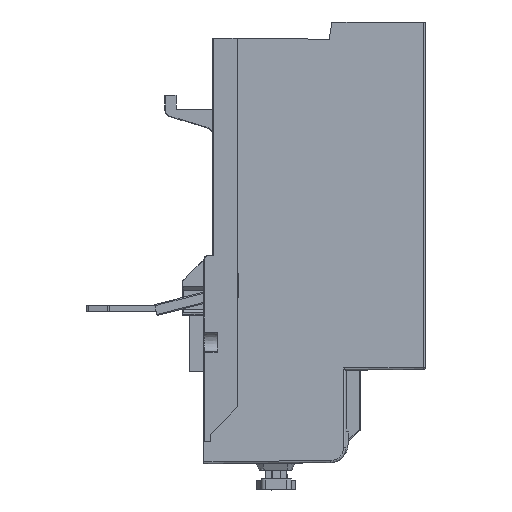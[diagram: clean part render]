
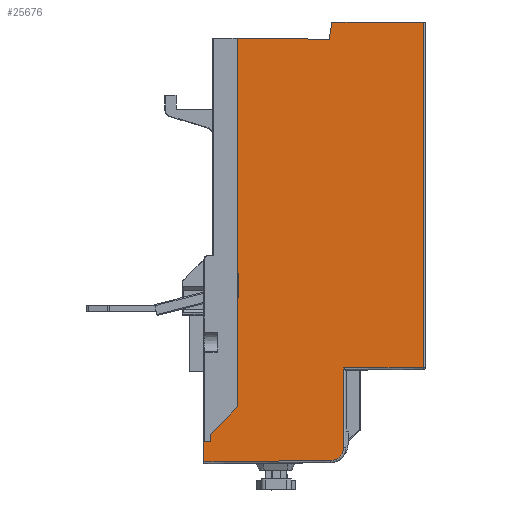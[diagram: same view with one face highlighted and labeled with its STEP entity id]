
A CAD part, left-side view. The second image highlights one B-rep face of the part: STEP entity #25676.
In plain terms, the highlighted planar face has unit normal (-1, -0.011, 0).
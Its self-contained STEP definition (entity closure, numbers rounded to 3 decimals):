
#394=CARTESIAN_POINT('',(0.085,42.636,-57.598));
#395=VERTEX_POINT('',#394);
#402=CARTESIAN_POINT('',(0.085,42.636,-4.598));
#403=VERTEX_POINT('',#402);
#404=CARTESIAN_POINT('',(0.085,42.636,-4.598));
#405=DIRECTION('',(0.0,0.0,-1.0));
#406=VECTOR('',#405,53.);
#407=LINE('',#404,#406);
#408=EDGE_CURVE('',#403,#395,#407,.T.);
#949=CARTESIAN_POINT('',(0.085,42.636,-87.798));
#950=VERTEX_POINT('',#949);
#957=CARTESIAN_POINT('',(0.085,42.636,-63.098));
#958=VERTEX_POINT('',#957);
#959=CARTESIAN_POINT('',(0.085,42.636,-63.098));
#960=DIRECTION('',(0.0,0.0,-1.0));
#961=VECTOR('',#960,24.7);
#962=LINE('',#959,#961);
#963=EDGE_CURVE('',#958,#950,#962,.T.);
#1270=CARTESIAN_POINT('',(0.09,42.236,-63.098));
#1271=VERTEX_POINT('',#1270);
#1272=CARTESIAN_POINT('',(0.09,42.236,-63.098));
#1273=DIRECTION('',(-0.011,1.,0.0));
#1274=VECTOR('',#1273,0.4);
#1275=LINE('',#1272,#1274);
#1276=EDGE_CURVE('',#1271,#958,#1275,.T.);
#1762=CARTESIAN_POINT('',(0.328,21.236,-0.898));
#1763=VERTEX_POINT('',#1762);
#1770=CARTESIAN_POINT('',(0.562,0.63,-0.898));
#1771=VERTEX_POINT('',#1770);
#1772=CARTESIAN_POINT('',(0.328,21.236,-0.898));
#1773=DIRECTION('',(0.011,-1.,0.0));
#1774=VECTOR('',#1773,20.607);
#1775=LINE('',#1772,#1774);
#1776=EDGE_CURVE('',#1763,#1771,#1775,.T.);
#25512=CARTESIAN_POINT('',(0.017,48.636,-93.998));
#25513=VERTEX_POINT('',#25512);
#25520=CARTESIAN_POINT('',(0.085,42.636,-87.798));
#25521=DIRECTION('',(-0.008,0.695,-0.719));
#25522=VECTOR('',#25521,8.628);
#25523=LINE('',#25520,#25522);
#25524=EDGE_CURVE('',#950,#25513,#25523,.T.);
#25529=CARTESIAN_POINT('',(0.085,42.636,0.888));
#25530=DIRECTION('',(1.,0.011,0.0));
#25531=DIRECTION('',(0.0,0.0,-1.0));
#25532=AXIS2_PLACEMENT_3D('',#25529,#25530,#25531);
#25533=PLANE('',#25532);
#25534=CARTESIAN_POINT('',(0.321,21.836,-4.298));
#25535=VERTEX_POINT('',#25534);
#25536=CARTESIAN_POINT('',(0.328,21.236,-0.898));
#25537=DIRECTION('',(-0.002,0.174,-0.985));
#25538=VECTOR('',#25537,3.453);
#25539=LINE('',#25536,#25538);
#25540=EDGE_CURVE('',#1763,#25535,#25539,.T.);
#25541=ORIENTED_EDGE('',*,*,#25540,.T.);
#25542=CARTESIAN_POINT('',(0.321,21.836,-4.78));
#25543=VERTEX_POINT('',#25542);
#25544=CARTESIAN_POINT('',(0.321,21.836,-4.298));
#25545=DIRECTION('',(0.0,0.0,-1.0));
#25546=VECTOR('',#25545,0.482);
#25547=LINE('',#25544,#25546);
#25548=EDGE_CURVE('',#25535,#25543,#25547,.T.);
#25549=ORIENTED_EDGE('',*,*,#25548,.T.);
#25550=CARTESIAN_POINT('',(0.321,21.836,-4.78));
#25551=DIRECTION('',(-0.011,1.,0.009));
#25552=VECTOR('',#25551,20.802);
#25553=LINE('',#25550,#25552);
#25554=EDGE_CURVE('',#25543,#403,#25553,.T.);
#25555=ORIENTED_EDGE('',*,*,#25554,.T.);
#25556=ORIENTED_EDGE('',*,*,#408,.T.);
#25557=CARTESIAN_POINT('',(0.09,42.236,-57.598));
#25558=VERTEX_POINT('',#25557);
#25559=CARTESIAN_POINT('',(0.09,42.236,-57.598));
#25560=DIRECTION('',(-0.011,1.,0.0));
#25561=VECTOR('',#25560,0.4);
#25562=LINE('',#25559,#25561);
#25563=EDGE_CURVE('',#25558,#395,#25562,.T.);
#25564=ORIENTED_EDGE('',*,*,#25563,.F.);
#25565=CARTESIAN_POINT('',(0.09,42.236,-57.598));
#25566=DIRECTION('',(0.0,0.0,-1.0));
#25567=VECTOR('',#25566,5.5);
#25568=LINE('',#25565,#25567);
#25569=EDGE_CURVE('',#25558,#1271,#25568,.T.);
#25570=ORIENTED_EDGE('',*,*,#25569,.T.);
#25571=ORIENTED_EDGE('',*,*,#1276,.T.);
#25572=ORIENTED_EDGE('',*,*,#963,.T.);
#25573=ORIENTED_EDGE('',*,*,#25524,.T.);
#25574=CARTESIAN_POINT('',(0.017,48.636,-95.614));
#25575=VERTEX_POINT('',#25574);
#25576=CARTESIAN_POINT('',(0.017,48.636,-93.998));
#25577=DIRECTION('',(0.0,0.0,-1.0));
#25578=VECTOR('',#25577,1.615);
#25579=LINE('',#25576,#25578);
#25580=EDGE_CURVE('',#25513,#25575,#25579,.T.);
#25581=ORIENTED_EDGE('',*,*,#25580,.T.);
#25582=CARTESIAN_POINT('',(0.,50.136,-95.614));
#25583=VERTEX_POINT('',#25582);
#25584=CARTESIAN_POINT('',(0.017,48.636,-95.614));
#25585=DIRECTION('',(-0.011,1.,0.0));
#25586=VECTOR('',#25585,1.5);
#25587=LINE('',#25584,#25586);
#25588=EDGE_CURVE('',#25575,#25583,#25587,.T.);
#25589=ORIENTED_EDGE('',*,*,#25588,.T.);
#25590=CARTESIAN_POINT('',(0.,50.136,-100.164));
#25591=VERTEX_POINT('',#25590);
#25592=CARTESIAN_POINT('',(0.,50.136,-95.614));
#25593=DIRECTION('',(0.0,0.0,-1.0));
#25594=VECTOR('',#25593,4.55);
#25595=LINE('',#25592,#25594);
#25596=EDGE_CURVE('',#25583,#25591,#25595,.T.);
#25597=ORIENTED_EDGE('',*,*,#25596,.T.);
#25598=CARTESIAN_POINT('',(0.324,21.554,-99.914));
#25599=VERTEX_POINT('',#25598);
#25600=CARTESIAN_POINT('',(0.324,21.554,-99.914));
#25601=DIRECTION('',(-0.011,1.,-0.009));
#25602=VECTOR('',#25601,28.585);
#25603=LINE('',#25600,#25602);
#25604=EDGE_CURVE('',#25599,#25591,#25603,.T.);
#25605=ORIENTED_EDGE('',*,*,#25604,.F.);
#25606=CARTESIAN_POINT('',(0.358,18.58,-96.914));
#25607=VERTEX_POINT('',#25606);
#25608=CARTESIAN_POINT('',(0.358,18.58,-96.914));
#25609=CARTESIAN_POINT('',(0.358,18.58,-97.099));
#25610=CARTESIAN_POINT('',(0.358,18.597,-97.28));
#25611=CARTESIAN_POINT('',(0.358,18.63,-97.458));
#25612=CARTESIAN_POINT('',(0.357,18.637,-97.498));
#25613=CARTESIAN_POINT('',(0.357,18.645,-97.537));
#25614=CARTESIAN_POINT('',(0.357,18.654,-97.577));
#25615=CARTESIAN_POINT('',(0.357,18.698,-97.769));
#25616=CARTESIAN_POINT('',(0.356,18.761,-97.958));
#25617=CARTESIAN_POINT('',(0.355,18.842,-98.14));
#25618=CARTESIAN_POINT('',(0.355,18.852,-98.163));
#25619=CARTESIAN_POINT('',(0.355,18.863,-98.186));
#25620=CARTESIAN_POINT('',(0.355,18.874,-98.209));
#25621=CARTESIAN_POINT('',(0.354,18.966,-98.401));
#25622=CARTESIAN_POINT('',(0.352,19.078,-98.584));
#25623=CARTESIAN_POINT('',(0.351,19.209,-98.752));
#25624=CARTESIAN_POINT('',(0.351,19.215,-98.76));
#25625=CARTESIAN_POINT('',(0.351,19.221,-98.768));
#25626=CARTESIAN_POINT('',(0.351,19.228,-98.776));
#25627=CARTESIAN_POINT('',(0.349,19.366,-98.951));
#25628=CARTESIAN_POINT('',(0.347,19.524,-99.111));
#25629=CARTESIAN_POINT('',(0.345,19.698,-99.251));
#25630=CARTESIAN_POINT('',(0.345,19.702,-99.254));
#25631=CARTESIAN_POINT('',(0.345,19.707,-99.257));
#25632=CARTESIAN_POINT('',(0.345,19.711,-99.261));
#25633=CARTESIAN_POINT('',(0.343,19.881,-99.397));
#25634=CARTESIAN_POINT('',(0.341,20.066,-99.514));
#25635=CARTESIAN_POINT('',(0.339,20.262,-99.609));
#25636=CARTESIAN_POINT('',(0.339,20.281,-99.619));
#25637=CARTESIAN_POINT('',(0.339,20.3,-99.627));
#25638=CARTESIAN_POINT('',(0.338,20.318,-99.636));
#25639=CARTESIAN_POINT('',(0.336,20.503,-99.721));
#25640=CARTESIAN_POINT('',(0.334,20.696,-99.788));
#25641=CARTESIAN_POINT('',(0.332,20.892,-99.834));
#25642=CARTESIAN_POINT('',(0.331,20.927,-99.843));
#25643=CARTESIAN_POINT('',(0.331,20.962,-99.85));
#25644=CARTESIAN_POINT('',(0.331,20.998,-99.857));
#25645=CARTESIAN_POINT('',(0.329,21.18,-99.893));
#25646=CARTESIAN_POINT('',(0.326,21.365,-99.913));
#25647=CARTESIAN_POINT('',(0.324,21.554,-99.914));
#25648=B_SPLINE_CURVE_WITH_KNOTS('',3,(#25608,#25609,#25610,#25611,#25612,#25613,#25614,#25615,#25616,#25617,#25618,#25619,#25620,#25621,#25622,#25623,#25624,#25625,#25626,#25627,#25628,#25629,#25630,#25631,#25632,#25633,#25634,#25635,#25636,#25637,#25638,#25639,#25640,#25641,#25642,#25643,#25644,#25645,#25646,#25647),.UNSPECIFIED.,.F.,.U.,(4,3,3,3,3,3,3,3,3,3,3,3,3,4),(0.0,0.117,0.143,0.27,0.286,0.422,0.429,0.571,0.575,0.714,0.727,0.857,0.88,1.0),.UNSPECIFIED.);
#25649=EDGE_CURVE('',#25607,#25599,#25648,.T.);
#25650=ORIENTED_EDGE('',*,*,#25649,.F.);
#25651=CARTESIAN_POINT('',(0.358,18.58,-79.018));
#25652=VERTEX_POINT('',#25651);
#25653=CARTESIAN_POINT('',(0.358,18.58,-96.914));
#25654=DIRECTION('',(0.,0.,1.0));
#25655=VECTOR('',#25654,17.896);
#25656=LINE('',#25653,#25655);
#25657=EDGE_CURVE('',#25607,#25652,#25656,.T.);
#25658=ORIENTED_EDGE('',*,*,#25657,.T.);
#25659=CARTESIAN_POINT('',(0.562,0.63,-78.862));
#25660=VERTEX_POINT('',#25659);
#25661=CARTESIAN_POINT('',(0.562,0.63,-78.862));
#25662=DIRECTION('',(-0.011,1.,-0.009));
#25663=VECTOR('',#25662,17.952);
#25664=LINE('',#25661,#25663);
#25665=EDGE_CURVE('',#25660,#25652,#25664,.T.);
#25666=ORIENTED_EDGE('',*,*,#25665,.F.);
#25667=CARTESIAN_POINT('',(0.562,0.63,-78.862));
#25668=DIRECTION('',(0.0,0.,1.0));
#25669=VECTOR('',#25668,77.963);
#25670=LINE('',#25667,#25669);
#25671=EDGE_CURVE('',#25660,#1771,#25670,.T.);
#25672=ORIENTED_EDGE('',*,*,#25671,.T.);
#25673=ORIENTED_EDGE('',*,*,#1776,.F.);
#25674=EDGE_LOOP('',(#25541,#25549,#25555,#25556,#25564,#25570,#25571,#25572,#25573,#25581,#25589,#25597,#25605,#25650,#25658,#25666,#25672,#25673));
#25675=FACE_OUTER_BOUND('',#25674,.T.);
#25676=ADVANCED_FACE('',(#25675),#25533,.F.);
